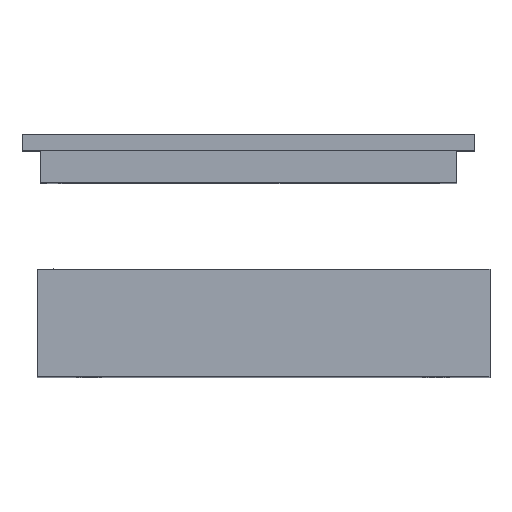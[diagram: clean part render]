
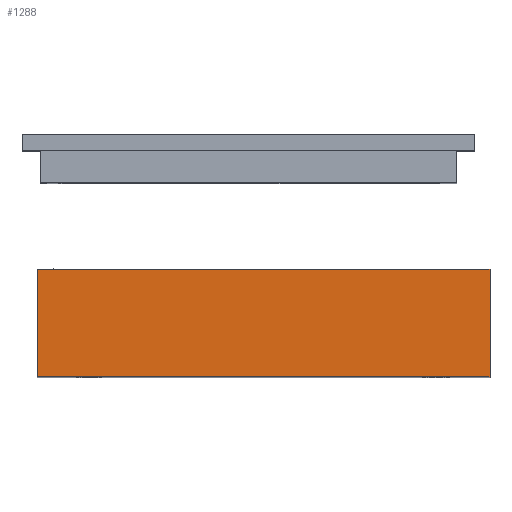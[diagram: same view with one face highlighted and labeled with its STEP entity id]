
A CAD part, top view. The second image highlights one B-rep face of the part: STEP entity #1288.
In plain terms, the highlighted planar face has unit normal (0, 0, 1).
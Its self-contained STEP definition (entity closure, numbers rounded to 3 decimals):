
#141=FACE_OUTER_BOUND('',#222,.T.);
#222=EDGE_LOOP('',(#1106,#1107,#1108,#1109));
#361=LINE('',#2072,#517);
#373=LINE('',#2093,#529);
#374=LINE('',#2095,#530);
#375=LINE('',#2097,#531);
#517=VECTOR('',#1708,10.);
#529=VECTOR('',#1724,10.);
#530=VECTOR('',#1727,10.);
#531=VECTOR('',#1730,10.);
#639=VERTEX_POINT('',#2069);
#640=VERTEX_POINT('',#2071);
#646=VERTEX_POINT('',#2089);
#647=VERTEX_POINT('',#2091);
#793=EDGE_CURVE('',#640,#639,#361,.T.);
#805=EDGE_CURVE('',#646,#647,#373,.T.);
#806=EDGE_CURVE('',#646,#639,#374,.T.);
#807=EDGE_CURVE('',#647,#640,#375,.T.);
#1106=ORIENTED_EDGE('',*,*,#793,.T.);
#1107=ORIENTED_EDGE('',*,*,#806,.F.);
#1108=ORIENTED_EDGE('',*,*,#805,.T.);
#1109=ORIENTED_EDGE('',*,*,#807,.T.);
#1213=PLANE('',#1401);
#1288=ADVANCED_FACE('',(#141),#1213,.T.);
#1401=AXIS2_PLACEMENT_3D('',#2096,#1728,#1729);
#1708=DIRECTION('',(-1.,0.,0.));
#1724=DIRECTION('',(1.,0.,0.));
#1727=DIRECTION('',(0.,1.,0.));
#1728=DIRECTION('center_axis',(0.,0.,1.));
#1729=DIRECTION('ref_axis',(1.,0.,0.));
#1730=DIRECTION('',(0.,1.,0.));
#2069=CARTESIAN_POINT('',(0.,10.,0.));
#2071=CARTESIAN_POINT('',(42.,10.,0.));
#2072=CARTESIAN_POINT('',(10.5,10.,0.));
#2089=CARTESIAN_POINT('',(0.,0.,0.));
#2091=CARTESIAN_POINT('',(42.,0.,0.));
#2093=CARTESIAN_POINT('',(0.,0.,0.));
#2095=CARTESIAN_POINT('',(0.,0.,0.));
#2096=CARTESIAN_POINT('Origin',(0.,0.,0.));
#2097=CARTESIAN_POINT('',(42.,0.,0.));
